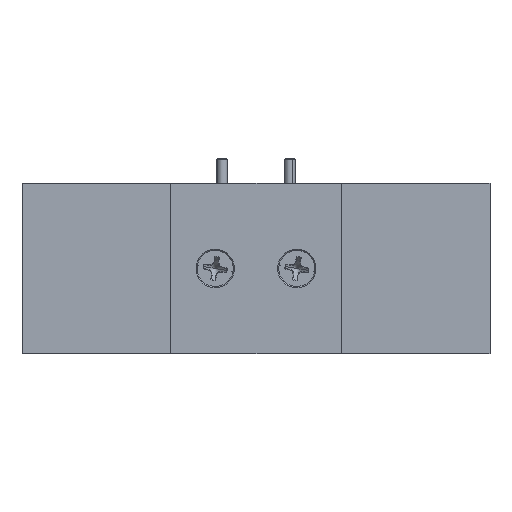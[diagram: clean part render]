
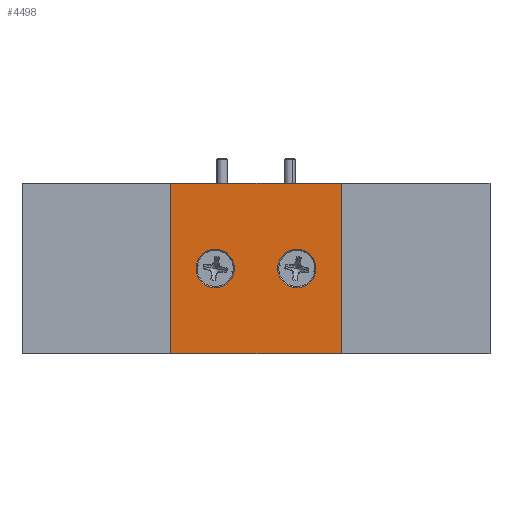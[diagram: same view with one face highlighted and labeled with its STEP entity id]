
A CAD part, front view. The second image highlights one B-rep face of the part: STEP entity #4498.
In plain terms, the highlighted planar face has unit normal (0, -1, 0).
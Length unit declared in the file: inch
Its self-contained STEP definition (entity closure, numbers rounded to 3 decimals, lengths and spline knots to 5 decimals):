
#386 = CIRCLE ( 'NONE', #20920, 0.1125 ) ;
#471 = VERTEX_POINT ( 'NONE', #11888 ) ;
#507 = VERTEX_POINT ( 'NONE', #21035 ) ;
#707 = DIRECTION ( 'NONE',  ( 0., 0., 1. ) ) ;
#1135 = FACE_OUTER_BOUND ( 'NONE', #16863, .T. ) ;
#1401 = LINE ( 'NONE', #19399, #15912 ) ;
#1483 = VERTEX_POINT ( 'NONE', #11411 ) ;
#1619 = AXIS2_PLACEMENT_3D ( 'NONE', #17599, #2650, #707 ) ;
#1810 = DIRECTION ( 'NONE',  ( 0., -1., 0. ) ) ;
#2650 = DIRECTION ( 'NONE',  ( 0., 1., 0. ) ) ;
#2815 = DIRECTION ( 'NONE',  ( 1., 0., 0. ) ) ;
#2832 = EDGE_CURVE ( 'NONE', #4702, #4427, #18140, .T. ) ;
#2891 = EDGE_CURVE ( 'NONE', #14562, #17184, #16007, .T. ) ;
#3313 = CARTESIAN_POINT ( 'NONE',  ( -1.93674, 0.02214, 0.31023 ) ) ;
#3419 = EDGE_LOOP ( 'NONE', ( #6298, #8244 ) ) ;
#3820 = AXIS2_PLACEMENT_3D ( 'NONE', #3313, #9974, #8331 ) ;
#3980 = VERTEX_POINT ( 'NONE', #20383 ) ;
#4427 = VERTEX_POINT ( 'NONE', #5940 ) ;
#4498 = ADVANCED_FACE ( 'NONE', ( #12267, #15654, #1135 ), #19240, .F. ) ;
#4702 = VERTEX_POINT ( 'NONE', #17052 ) ;
#4760 = ORIENTED_EDGE ( 'NONE', *, *, #18175, .F. ) ;
#5060 = DIRECTION ( 'NONE',  ( 0., 0., -1. ) ) ;
#5940 = CARTESIAN_POINT ( 'NONE',  ( -2.19674, 0.02214, -0.18977 ) ) ;
#6298 = ORIENTED_EDGE ( 'NONE', *, *, #7031, .F. ) ;
#7031 = EDGE_CURVE ( 'NONE', #17184, #14562, #8724, .T. ) ;
#7056 = DIRECTION ( 'NONE',  ( 0., -1., 0. ) ) ;
#8244 = ORIENTED_EDGE ( 'NONE', *, *, #2891, .F. ) ;
#8331 = DIRECTION ( 'NONE',  ( 0., 0., -1. ) ) ;
#8649 = CIRCLE ( 'NONE', #15966, 0.1125 ) ;
#8724 = CIRCLE ( 'NONE', #13234, 0.1125 ) ;
#8806 = ORIENTED_EDGE ( 'NONE', *, *, #11575, .F. ) ;
#9154 = CARTESIAN_POINT ( 'NONE',  ( -1.19674, 0.02214, 0.81023 ) ) ;
#9366 = DIRECTION ( 'NONE',  ( 0., 0., -1. ) ) ;
#9432 = DIRECTION ( 'NONE',  ( 0., -1., 0. ) ) ;
#9647 = CARTESIAN_POINT ( 'NONE',  ( -2.19674, 0.02214, 0.81023 ) ) ;
#9974 = DIRECTION ( 'NONE',  ( 0., -1., 0. ) ) ;
#10685 = EDGE_CURVE ( 'NONE', #4702, #471, #1401, .T. ) ;
#10865 = LINE ( 'NONE', #15776, #17698 ) ;
#11411 = CARTESIAN_POINT ( 'NONE',  ( -1.45674, 0.02214, 0.19773 ) ) ;
#11575 = EDGE_CURVE ( 'NONE', #1483, #3980, #386, .T. ) ;
#11888 = CARTESIAN_POINT ( 'NONE',  ( -1.19674, 0.02214, 0.81023 ) ) ;
#12019 = ORIENTED_EDGE ( 'NONE', *, *, #10685, .F. ) ;
#12267 = FACE_BOUND ( 'NONE', #3419, .T. ) ;
#12577 = DIRECTION ( 'NONE',  ( 0., 0., -1. ) ) ;
#12773 = ORIENTED_EDGE ( 'NONE', *, *, #18347, .T. ) ;
#13234 = AXIS2_PLACEMENT_3D ( 'NONE', #17805, #9432, #12577 ) ;
#13355 = ORIENTED_EDGE ( 'NONE', *, *, #17456, .F. ) ;
#14126 = DIRECTION ( 'NONE',  ( 1., 0., 0. ) ) ;
#14562 = VERTEX_POINT ( 'NONE', #20222 ) ;
#14986 = EDGE_LOOP ( 'NONE', ( #8806, #4760 ) ) ;
#15121 = CARTESIAN_POINT ( 'NONE',  ( -1.45674, 0.02214, 0.31023 ) ) ;
#15339 = DIRECTION ( 'NONE',  ( 0., 0., -1. ) ) ;
#15654 = FACE_BOUND ( 'NONE', #14986, .T. ) ;
#15776 = CARTESIAN_POINT ( 'NONE',  ( -2.19674, 0.02214, -0.18977 ) ) ;
#15912 = VECTOR ( 'NONE', #2815, 39.37008 ) ;
#15966 = AXIS2_PLACEMENT_3D ( 'NONE', #20560, #7056, #17301 ) ;
#16007 = CIRCLE ( 'NONE', #3820, 0.1125 ) ;
#16832 = VECTOR ( 'NONE', #9366, 39.37008 ) ;
#16863 = EDGE_LOOP ( 'NONE', ( #12773, #13355, #12019, #16984 ) ) ;
#16984 = ORIENTED_EDGE ( 'NONE', *, *, #2832, .T. ) ;
#17052 = CARTESIAN_POINT ( 'NONE',  ( -2.19674, 0.02214, 0.81023 ) ) ;
#17184 = VERTEX_POINT ( 'NONE', #20585 ) ;
#17301 = DIRECTION ( 'NONE',  ( 0., 0., -1. ) ) ;
#17456 = EDGE_CURVE ( 'NONE', #471, #507, #19174, .T. ) ;
#17599 = CARTESIAN_POINT ( 'NONE',  ( -2.19674, 0.02214, 0.81023 ) ) ;
#17698 = VECTOR ( 'NONE', #14126, 39.37008 ) ;
#17805 = CARTESIAN_POINT ( 'NONE',  ( -1.93674, 0.02214, 0.31023 ) ) ;
#18140 = LINE ( 'NONE', #9647, #20158 ) ;
#18175 = EDGE_CURVE ( 'NONE', #3980, #1483, #8649, .T. ) ;
#18347 = EDGE_CURVE ( 'NONE', #4427, #507, #10865, .T. ) ;
#19174 = LINE ( 'NONE', #9154, #16832 ) ;
#19240 = PLANE ( 'NONE',  #1619 ) ;
#19399 = CARTESIAN_POINT ( 'NONE',  ( -2.19674, 0.02214, 0.81023 ) ) ;
#20158 = VECTOR ( 'NONE', #5060, 39.37008 ) ;
#20222 = CARTESIAN_POINT ( 'NONE',  ( -1.93674, 0.02214, 0.42273 ) ) ;
#20383 = CARTESIAN_POINT ( 'NONE',  ( -1.45674, 0.02214, 0.42273 ) ) ;
#20560 = CARTESIAN_POINT ( 'NONE',  ( -1.45674, 0.02214, 0.31023 ) ) ;
#20585 = CARTESIAN_POINT ( 'NONE',  ( -1.93674, 0.02214, 0.19773 ) ) ;
#20920 = AXIS2_PLACEMENT_3D ( 'NONE', #15121, #1810, #15339 ) ;
#21035 = CARTESIAN_POINT ( 'NONE',  ( -1.19674, 0.02214, -0.18977 ) ) ;
